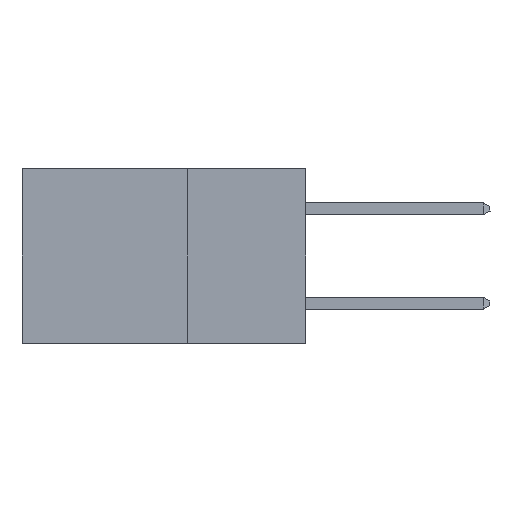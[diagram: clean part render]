
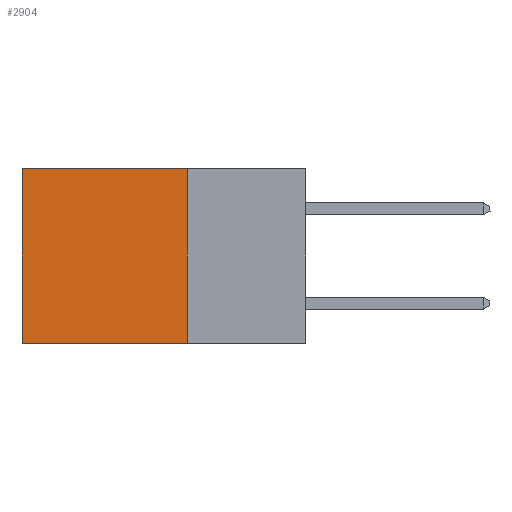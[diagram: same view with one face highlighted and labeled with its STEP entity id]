
A CAD part, left-side view. The second image highlights one B-rep face of the part: STEP entity #2904.
In plain terms, the highlighted planar face has unit normal (-1, 0, 0).
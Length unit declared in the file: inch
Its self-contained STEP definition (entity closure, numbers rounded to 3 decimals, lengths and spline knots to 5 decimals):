
#33 = VERTEX_POINT ( 'NONE', #3928 ) ;
#603 = FACE_OUTER_BOUND ( 'NONE', #1025, .T. ) ;
#904 = EDGE_CURVE ( 'NONE', #8380, #2258, #3501, .T. ) ;
#1025 = EDGE_LOOP ( 'NONE', ( #1173, #9210, #4476, #4694 ) ) ;
#1173 = ORIENTED_EDGE ( 'NONE', *, *, #2323, .T. ) ;
#1642 = DIRECTION ( 'NONE',  ( 0., 0., -1. ) ) ;
#2258 = VERTEX_POINT ( 'NONE', #9329 ) ;
#2323 = EDGE_CURVE ( 'NONE', #4022, #2258, #2619, .T. ) ;
#2619 = LINE ( 'NONE', #5973, #6023 ) ;
#2904 = ADVANCED_FACE ( 'NONE', ( #603 ), #3477, .F. ) ;
#3042 = CARTESIAN_POINT ( 'NONE',  ( 0.298, 0.25, 0. ) ) ;
#3391 = VECTOR ( 'NONE', #4764, 39.37008 ) ;
#3477 = PLANE ( 'NONE',  #4262 ) ;
#3501 = LINE ( 'NONE', #7027, #3391 ) ;
#3573 = DIRECTION ( 'NONE',  ( 0., 0., -1. ) ) ;
#3928 = CARTESIAN_POINT ( 'NONE',  ( 0.298, 0.25, 0. ) ) ;
#4022 = VERTEX_POINT ( 'NONE', #5166 ) ;
#4262 = AXIS2_PLACEMENT_3D ( 'NONE', #8548, #8612, #3573 ) ;
#4476 = ORIENTED_EDGE ( 'NONE', *, *, #8525, .F. ) ;
#4694 = ORIENTED_EDGE ( 'NONE', *, *, #5368, .T. ) ;
#4764 = DIRECTION ( 'NONE',  ( 0., 1., 0. ) ) ;
#5166 = CARTESIAN_POINT ( 'NONE',  ( 0.298, 0.6, 0. ) ) ;
#5261 = CARTESIAN_POINT ( 'NONE',  ( 0.298, 0.25, 0. ) ) ;
#5368 = EDGE_CURVE ( 'NONE', #33, #4022, #7910, .T. ) ;
#5973 = CARTESIAN_POINT ( 'NONE',  ( 0.298, 0.6, 0. ) ) ;
#6000 = VECTOR ( 'NONE', #6059, 39.37008 ) ;
#6023 = VECTOR ( 'NONE', #1642, 39.37008 ) ;
#6059 = DIRECTION ( 'NONE',  ( 0., 1., 0. ) ) ;
#6137 = LINE ( 'NONE', #3042, #8276 ) ;
#7027 = CARTESIAN_POINT ( 'NONE',  ( 0.298, 0.25, -0.37 ) ) ;
#7910 = LINE ( 'NONE', #5261, #6000 ) ;
#7992 = DIRECTION ( 'NONE',  ( 0., 0., -1. ) ) ;
#8276 = VECTOR ( 'NONE', #7992, 39.37008 ) ;
#8380 = VERTEX_POINT ( 'NONE', #9187 ) ;
#8525 = EDGE_CURVE ( 'NONE', #33, #8380, #6137, .T. ) ;
#8548 = CARTESIAN_POINT ( 'NONE',  ( 0.298, 0.25, 0. ) ) ;
#8612 = DIRECTION ( 'NONE',  ( 1., 0., 0. ) ) ;
#9187 = CARTESIAN_POINT ( 'NONE',  ( 0.298, 0.25, -0.37 ) ) ;
#9210 = ORIENTED_EDGE ( 'NONE', *, *, #904, .F. ) ;
#9329 = CARTESIAN_POINT ( 'NONE',  ( 0.298, 0.6, -0.37 ) ) ;
